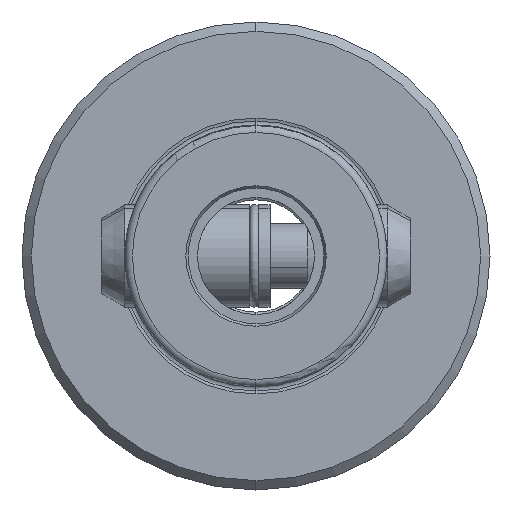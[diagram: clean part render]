
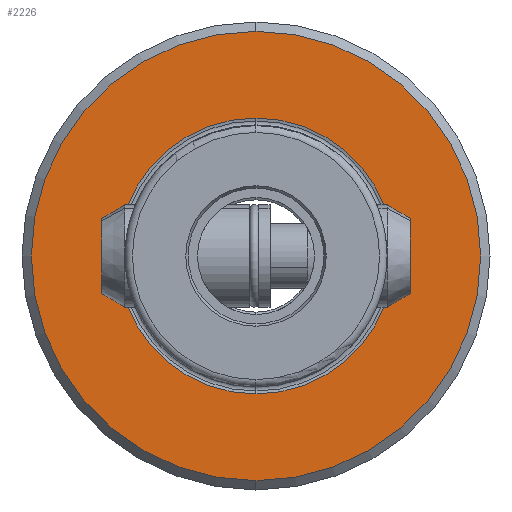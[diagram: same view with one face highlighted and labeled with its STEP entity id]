
A CAD part, left-side view. The second image highlights one B-rep face of the part: STEP entity #2226.
In plain terms, the highlighted planar face has unit normal (-1, 0, 0).
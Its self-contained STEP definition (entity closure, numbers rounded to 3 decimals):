
#153 = CARTESIAN_POINT ( 'NONE',  ( 30., 0., 0. ) ) ;
#238 = DIRECTION ( 'NONE',  ( 0., 0., 1. ) ) ;
#239 = FACE_BOUND ( 'NONE', #1084, .T. ) ;
#573 = CARTESIAN_POINT ( 'NONE',  ( 30., 0., 24. ) ) ;
#579 = DIRECTION ( 'NONE',  ( 0., 0., 1. ) ) ;
#803 = CARTESIAN_POINT ( 'NONE',  ( 30., 0., -14.739 ) ) ;
#881 = VERTEX_POINT ( 'NONE', #803 ) ;
#1067 = AXIS2_PLACEMENT_3D ( 'NONE', #2469, #5466, #2892 ) ;
#1084 = EDGE_LOOP ( 'NONE', ( #5052, #4811 ) ) ;
#1094 = AXIS2_PLACEMENT_3D ( 'NONE', #153, #3125, #579 ) ;
#1580 = VERTEX_POINT ( 'NONE', #2636 ) ;
#1817 = AXIS2_PLACEMENT_3D ( 'NONE', #5346, #2791, #238 ) ;
#1843 = CARTESIAN_POINT ( 'NONE',  ( 30., 14.739, 0. ) ) ;
#1859 = DIRECTION ( 'NONE',  ( 1., 0., 0. ) ) ;
#1956 = AXIS2_PLACEMENT_3D ( 'NONE', #1843, #1859, #4863 ) ;
#1983 = CARTESIAN_POINT ( 'NONE',  ( 30., 0., 0. ) ) ;
#2208 = EDGE_CURVE ( 'NONE', #3008, #1580, #2765, .T. ) ;
#2226 = ADVANCED_FACE ( 'NONE', ( #239, #4773 ), #4430, .F. ) ;
#2253 = CIRCLE ( 'NONE', #3255, 24. ) ;
#2411 = DIRECTION ( 'NONE',  ( 0., 0., 1. ) ) ;
#2439 = ORIENTED_EDGE ( 'NONE', *, *, #2208, .T. ) ;
#2469 = CARTESIAN_POINT ( 'NONE',  ( 30., 0., 0. ) ) ;
#2636 = CARTESIAN_POINT ( 'NONE',  ( 30., 0., -24. ) ) ;
#2764 = CIRCLE ( 'NONE', #1817, 14.739 ) ;
#2765 = CIRCLE ( 'NONE', #1094, 24. ) ;
#2791 = DIRECTION ( 'NONE',  ( -1., 0., 0. ) ) ;
#2892 = DIRECTION ( 'NONE',  ( 0., 0., 1. ) ) ;
#2907 = CIRCLE ( 'NONE', #1067, 14.739 ) ;
#3008 = VERTEX_POINT ( 'NONE', #573 ) ;
#3125 = DIRECTION ( 'NONE',  ( -1., 0., 0. ) ) ;
#3255 = AXIS2_PLACEMENT_3D ( 'NONE', #1983, #4978, #2411 ) ;
#3907 = CARTESIAN_POINT ( 'NONE',  ( 30., 0., 14.739 ) ) ;
#4430 = PLANE ( 'NONE',  #1956 ) ;
#4608 = EDGE_LOOP ( 'NONE', ( #5160, #2439 ) ) ;
#4773 = FACE_OUTER_BOUND ( 'NONE', #4608, .T. ) ;
#4811 = ORIENTED_EDGE ( 'NONE', *, *, #5476, .F. ) ;
#4863 = DIRECTION ( 'NONE',  ( 0., 0., -1. ) ) ;
#4867 = EDGE_CURVE ( 'NONE', #5224, #881, #2764, .T. ) ;
#4973 = EDGE_CURVE ( 'NONE', #1580, #3008, #2253, .T. ) ;
#4978 = DIRECTION ( 'NONE',  ( -1., 0., 0. ) ) ;
#5052 = ORIENTED_EDGE ( 'NONE', *, *, #4867, .F. ) ;
#5160 = ORIENTED_EDGE ( 'NONE', *, *, #4973, .T. ) ;
#5224 = VERTEX_POINT ( 'NONE', #3907 ) ;
#5346 = CARTESIAN_POINT ( 'NONE',  ( 30., 0., 0. ) ) ;
#5466 = DIRECTION ( 'NONE',  ( -1., 0., 0. ) ) ;
#5476 = EDGE_CURVE ( 'NONE', #881, #5224, #2907, .T. ) ;
